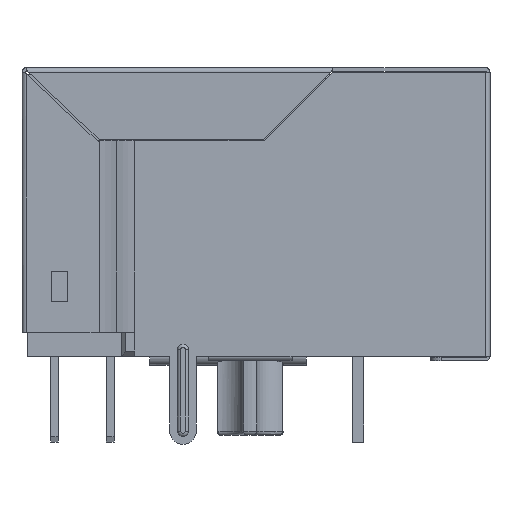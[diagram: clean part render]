
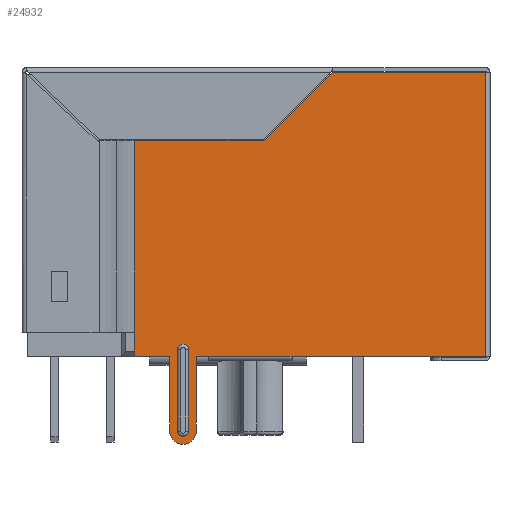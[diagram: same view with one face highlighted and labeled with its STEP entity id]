
A CAD part, left-side view. The second image highlights one B-rep face of the part: STEP entity #24932.
In plain terms, the highlighted face is planar.
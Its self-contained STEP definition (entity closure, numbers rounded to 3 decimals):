
#882=CIRCLE('',#30061,0.25);
#883=CIRCLE('',#30063,0.6);
#887=CIRCLE('',#30070,0.25);
#2892=ORIENTED_EDGE('',*,*,#9583,.F.);
#2893=ORIENTED_EDGE('',*,*,#9584,.T.);
#2894=ORIENTED_EDGE('',*,*,#9585,.T.);
#2895=ORIENTED_EDGE('',*,*,#9586,.T.);
#2896=ORIENTED_EDGE('',*,*,#9587,.T.);
#2897=ORIENTED_EDGE('',*,*,#9588,.T.);
#2898=ORIENTED_EDGE('',*,*,#9589,.T.);
#2899=ORIENTED_EDGE('',*,*,#9590,.T.);
#2900=ORIENTED_EDGE('',*,*,#9591,.T.);
#2901=ORIENTED_EDGE('',*,*,#9592,.T.);
#2902=ORIENTED_EDGE('',*,*,#9593,.T.);
#2903=ORIENTED_EDGE('',*,*,#9594,.F.);
#2904=ORIENTED_EDGE('',*,*,#9577,.F.);
#2905=ORIENTED_EDGE('',*,*,#9576,.F.);
#2906=ORIENTED_EDGE('',*,*,#9595,.F.);
#2907=ORIENTED_EDGE('',*,*,#9596,.F.);
#2908=ORIENTED_EDGE('',*,*,#9597,.F.);
#9576=EDGE_CURVE('',#13032,#13030,#882,.F.);
#9577=EDGE_CURVE('',#13033,#13034,#883,.T.);
#9583=EDGE_CURVE('',#13037,#13033,#15480,.T.);
#9584=EDGE_CURVE('',#13037,#13038,#15481,.T.);
#9585=EDGE_CURVE('',#13038,#13039,#15482,.T.);
#9586=EDGE_CURVE('',#13039,#13040,#15483,.T.);
#9587=EDGE_CURVE('',#13040,#13041,#15484,.T.);
#9588=EDGE_CURVE('',#13041,#13042,#15485,.T.);
#9589=EDGE_CURVE('',#13042,#13043,#15486,.T.);
#9590=EDGE_CURVE('',#13043,#13044,#15487,.T.);
#9591=EDGE_CURVE('',#13044,#13045,#15488,.T.);
#9592=EDGE_CURVE('',#13045,#13046,#15489,.T.);
#9593=EDGE_CURVE('',#13046,#13047,#15490,.T.);
#9594=EDGE_CURVE('',#13034,#13047,#15491,.T.);
#9595=EDGE_CURVE('',#13048,#13032,#15492,.T.);
#9596=EDGE_CURVE('',#13049,#13048,#887,.T.);
#9597=EDGE_CURVE('',#13030,#13049,#15493,.T.);
#13030=VERTEX_POINT('',#40490);
#13032=VERTEX_POINT('',#40494);
#13033=VERTEX_POINT('',#40498);
#13034=VERTEX_POINT('',#40499);
#13037=VERTEX_POINT('',#40511);
#13038=VERTEX_POINT('',#40513);
#13039=VERTEX_POINT('',#40515);
#13040=VERTEX_POINT('',#40517);
#13041=VERTEX_POINT('',#40519);
#13042=VERTEX_POINT('',#40521);
#13043=VERTEX_POINT('',#40523);
#13044=VERTEX_POINT('',#40525);
#13045=VERTEX_POINT('',#40527);
#13046=VERTEX_POINT('',#40529);
#13047=VERTEX_POINT('',#40531);
#13048=VERTEX_POINT('',#40534);
#13049=VERTEX_POINT('',#40536);
#15480=LINE('',#40510,#18462);
#15481=LINE('',#40512,#18463);
#15482=LINE('',#40514,#18464);
#15483=LINE('',#40516,#18465);
#15484=LINE('',#40518,#18466);
#15485=LINE('',#40520,#18467);
#15486=LINE('',#40522,#18468);
#15487=LINE('',#40524,#18469);
#15488=LINE('',#40526,#18470);
#15489=LINE('',#40528,#18471);
#15490=LINE('',#40530,#18472);
#15491=LINE('',#40532,#18473);
#15492=LINE('',#40533,#18474);
#15493=LINE('',#40537,#18475);
#18462=VECTOR('',#32779,1000.);
#18463=VECTOR('',#32780,1000.);
#18464=VECTOR('',#32781,1000.);
#18465=VECTOR('',#32782,1000.);
#18466=VECTOR('',#32783,1000.);
#18467=VECTOR('',#32784,1000.);
#18468=VECTOR('',#32785,1000.);
#18469=VECTOR('',#32786,1000.);
#18470=VECTOR('',#32787,1000.);
#18471=VECTOR('',#32788,1000.);
#18472=VECTOR('',#32789,1000.);
#18473=VECTOR('',#32790,1000.);
#18474=VECTOR('',#32791,1000.);
#18475=VECTOR('',#32794,1000.);
#21028=EDGE_LOOP('',(#2892,#2893,#2894,#2895,#2896,#2897,#2898,#2899,#2900,
#2901,#2902,#2903,#2904));
#21029=EDGE_LOOP('',(#2905,#2906,#2907,#2908));
#22437=FACE_BOUND('',#21028,.T.);
#22438=FACE_BOUND('',#21029,.T.);
#23778=PLANE('',#30069);
#24932=ADVANCED_FACE('',(#22437,#22438),#23778,.T.);
#30061=AXIS2_PLACEMENT_3D('',#40495,#32759,#32760);
#30063=AXIS2_PLACEMENT_3D('',#40497,#32763,#32764);
#30069=AXIS2_PLACEMENT_3D('',#40509,#32777,#32778);
#30070=AXIS2_PLACEMENT_3D('',#40535,#32792,#32793);
#32759=DIRECTION('',(0.,1.,0.));
#32760=DIRECTION('',(0.,0.,1.));
#32763=DIRECTION('',(0.,1.,0.));
#32764=DIRECTION('',(0.,0.,-1.));
#32777=DIRECTION('',(0.,-1.,0.));
#32778=DIRECTION('',(0.,0.,1.));
#32779=DIRECTION('',(-1.,0.,0.));
#32780=DIRECTION('',(0.,0.,-1.));
#32781=DIRECTION('',(0.,0.,-1.));
#32782=DIRECTION('',(0.,0.,-1.));
#32783=DIRECTION('',(1.,0.,0.));
#32784=DIRECTION('',(0.,0.,1.));
#32785=DIRECTION('',(-0.707,0.,0.707));
#32786=DIRECTION('',(0.,0.,1.));
#32787=DIRECTION('',(-1.,0.,0.));
#32788=DIRECTION('',(-1.,0.,0.));
#32789=DIRECTION('',(0.,0.,-1.));
#32790=DIRECTION('',(1.,0.,0.));
#32791=DIRECTION('',(-1.,0.,0.));
#32792=DIRECTION('',(0.,-1.,0.));
#32793=DIRECTION('',(1.,0.,0.));
#32794=DIRECTION('',(1.,0.,0.));
#40490=CARTESIAN_POINT('',(-9.85,-8.,3.065));
#40494=CARTESIAN_POINT('',(-9.85,-8.,3.565));
#40495=CARTESIAN_POINT('',(-9.85,-8.,3.315));
#40497=CARTESIAN_POINT('',(-9.85,-8.,3.315));
#40498=CARTESIAN_POINT('',(-9.85,-8.,2.715));
#40499=CARTESIAN_POINT('',(-9.85,-8.,3.915));
#40509=CARTESIAN_POINT('',(0.,-8.,0.));
#40510=CARTESIAN_POINT('',(-6.45,-8.,2.715));
#40511=CARTESIAN_POINT('',(-6.45,-8.,2.715));
#40512=CARTESIAN_POINT('',(-6.45,-8.,5.525));
#40513=CARTESIAN_POINT('',(-6.45,-8.,2.165));
#40514=CARTESIAN_POINT('',(-6.45,-8.,2.165));
#40515=CARTESIAN_POINT('',(-6.45,-8.,-1.635));
#40516=CARTESIAN_POINT('',(-6.45,-8.,5.525));
#40517=CARTESIAN_POINT('',(-6.45,-8.,-10.425));
#40518=CARTESIAN_POINT('',(-6.45,-8.,-10.425));
#40519=CARTESIAN_POINT('',(6.45,-8.,-10.425));
#40520=CARTESIAN_POINT('',(6.45,-8.,-10.503));
#40521=CARTESIAN_POINT('',(6.45,-8.,-3.475));
#40522=CARTESIAN_POINT('',(1.488,-8.,1.488));
#40523=CARTESIAN_POINT('',(3.35,-8.,-0.375));
#40524=CARTESIAN_POINT('',(3.35,-8.,0.));
#40525=CARTESIAN_POINT('',(3.35,-8.,5.525));
#40526=CARTESIAN_POINT('',(6.45,-8.,5.525));
#40527=CARTESIAN_POINT('',(-5.364,-8.,5.525));
#40528=CARTESIAN_POINT('',(6.45,-8.,5.525));
#40529=CARTESIAN_POINT('',(-6.45,-8.,5.525));
#40530=CARTESIAN_POINT('',(-6.45,-8.,5.525));
#40531=CARTESIAN_POINT('',(-6.45,-8.,3.915));
#40532=CARTESIAN_POINT('',(-9.85,-8.,3.915));
#40533=CARTESIAN_POINT('',(0.,-8.,3.565));
#40534=CARTESIAN_POINT('',(-6.15,-8.,3.565));
#40535=CARTESIAN_POINT('',(-6.15,-8.,3.315));
#40536=CARTESIAN_POINT('',(-6.15,-8.,3.065));
#40537=CARTESIAN_POINT('',(0.,-8.,3.065));
